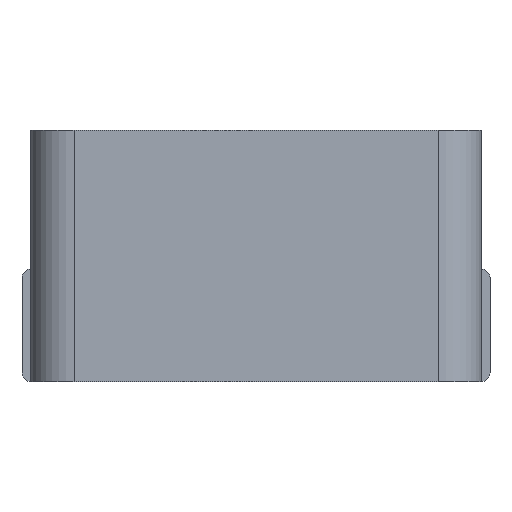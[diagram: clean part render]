
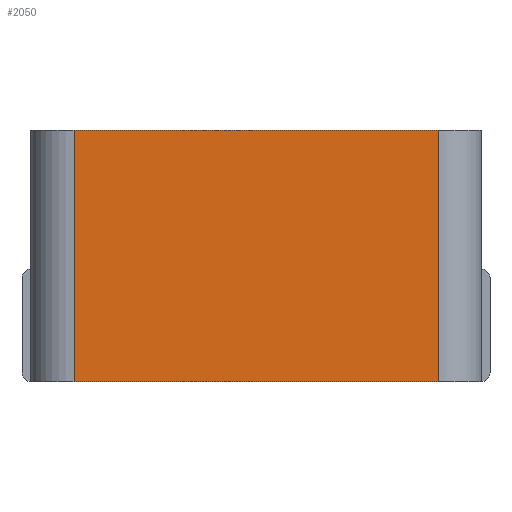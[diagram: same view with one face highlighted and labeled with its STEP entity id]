
A CAD part, front view. The second image highlights one B-rep face of the part: STEP entity #2050.
In plain terms, the highlighted planar face has unit normal (0, -1, 0).
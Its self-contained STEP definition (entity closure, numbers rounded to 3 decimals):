
#33=LINE('',#2611,#196);
#118=LINE('',#2878,#281);
#121=LINE('',#2885,#284);
#122=LINE('',#2887,#285);
#196=VECTOR('',#2206,1000.);
#281=VECTOR('',#2381,1000.);
#284=VECTOR('',#2390,1000.);
#285=VECTOR('',#2393,1000.);
#601=ORIENTED_EDGE('',*,*,#820,.F.);
#602=ORIENTED_EDGE('',*,*,#946,.F.);
#603=ORIENTED_EDGE('',*,*,#941,.F.);
#604=ORIENTED_EDGE('',*,*,#945,.T.);
#820=EDGE_CURVE('',#1037,#1038,#33,.T.);
#941=EDGE_CURVE('',#1126,#1127,#118,.T.);
#945=EDGE_CURVE('',#1126,#1038,#121,.T.);
#946=EDGE_CURVE('',#1127,#1037,#122,.T.);
#1037=VERTEX_POINT('',#2610);
#1038=VERTEX_POINT('',#2612);
#1126=VERTEX_POINT('',#2877);
#1127=VERTEX_POINT('',#2879);
#1243=EDGE_LOOP('',(#601,#602,#603,#604));
#1328=FACE_BOUND('',#1243,.T.);
#1405=PLANE('',#2152);
#2050=ADVANCED_FACE('',(#1328),#1405,.F.);
#2152=AXIS2_PLACEMENT_3D('',#2886,#2391,#2392);
#2206=DIRECTION('',(1.,0.,0.));
#2381=DIRECTION('',(-1.,0.,0.));
#2390=DIRECTION('',(0.,0.,1.));
#2391=DIRECTION('',(0.,1.,0.));
#2392=DIRECTION('',(0.,0.,1.));
#2393=DIRECTION('',(0.,0.,1.));
#2610=CARTESIAN_POINT('',(-2.1,-2.6,-0.1));
#2611=CARTESIAN_POINT('',(-2.1,-2.6,-0.1));
#2612=CARTESIAN_POINT('',(2.1,-2.6,-0.1));
#2877=CARTESIAN_POINT('',(2.1,-2.6,-3.));
#2878=CARTESIAN_POINT('',(-2.1,-2.6,-3.));
#2879=CARTESIAN_POINT('',(-2.1,-2.6,-3.));
#2885=CARTESIAN_POINT('',(2.1,-2.6,-3.));
#2886=CARTESIAN_POINT('',(-2.1,-2.6,-3.));
#2887=CARTESIAN_POINT('',(-2.1,-2.6,-3.));
